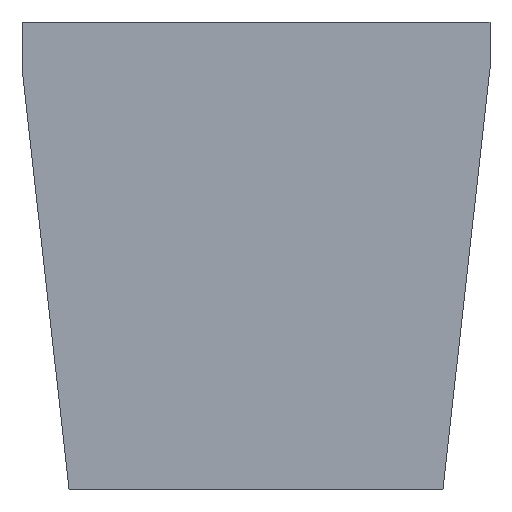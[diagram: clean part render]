
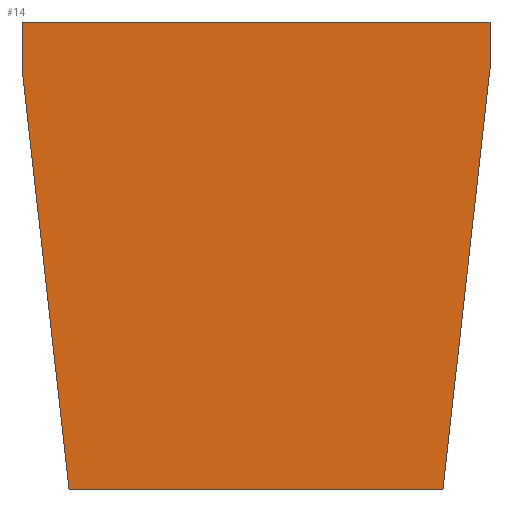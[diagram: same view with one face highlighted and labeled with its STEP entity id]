
A CAD part, front view. The second image highlights one B-rep face of the part: STEP entity #14.
In plain terms, the highlighted planar face has unit normal (0, -1, 0).
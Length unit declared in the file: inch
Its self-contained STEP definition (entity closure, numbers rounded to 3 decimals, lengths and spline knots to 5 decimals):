
#14=ADVANCED_FACE('',(#28),#204,.T.);
#28=FACE_OUTER_BOUND('',#42,.T.);
#42=EDGE_LOOP('',(#56,#57,#58,#59,#60,#61));
#56=ORIENTED_EDGE('',*,*,#141,.T.);
#57=ORIENTED_EDGE('',*,*,#151,.T.);
#58=ORIENTED_EDGE('',*,*,#140,.T.);
#59=ORIENTED_EDGE('',*,*,#135,.T.);
#60=ORIENTED_EDGE('',*,*,#121,.F.);
#61=ORIENTED_EDGE('',*,*,#149,.F.);
#121=EDGE_CURVE('',#184,#186,#153,.T.);
#135=EDGE_CURVE('',#193,#186,#167,.T.);
#140=EDGE_CURVE('',#192,#193,#172,.T.);
#141=EDGE_CURVE('',#198,#200,#173,.T.);
#149=EDGE_CURVE('',#198,#184,#181,.T.);
#151=EDGE_CURVE('',#200,#192,#183,.T.);
#153=B_SPLINE_CURVE_WITH_KNOTS('',1,(#379,#380),.UNSPECIFIED.,.F.,.F.,(2,
2),(0.625,1.25),.UNSPECIFIED.);
#167=B_SPLINE_CURVE_WITH_KNOTS('',1,(#407,#408),.UNSPECIFIED.,.F.,.F.,(2,
2),(0.5625,0.625),.UNSPECIFIED.);
#172=B_SPLINE_CURVE_WITH_KNOTS('',1,(#417,#418),.UNSPECIFIED.,.F.,.F.,(2,
2),(1.74902,2.53382),.UNSPECIFIED.);
#173=B_SPLINE_CURVE_WITH_KNOTS('',1,(#419,#420),.UNSPECIFIED.,.F.,.F.,(2,
2),(0.,0.7848),.UNSPECIFIED.);
#181=B_SPLINE_CURVE_WITH_KNOTS('',1,(#435,#436),.UNSPECIFIED.,.F.,.F.,(2,
2),(0.5625,0.625),.UNSPECIFIED.);
#183=B_SPLINE_CURVE_WITH_KNOTS('',1,(#439,#440),.UNSPECIFIED.,.F.,.F.,(2,
2),(0.68789,1.18711),.UNSPECIFIED.);
#184=VERTEX_POINT('',#357);
#186=VERTEX_POINT('',#359);
#192=VERTEX_POINT('',#365);
#193=VERTEX_POINT('',#366);
#198=VERTEX_POINT('',#371);
#200=VERTEX_POINT('',#373);
#204=PLANE('',#309);
#309=AXIS2_PLACEMENT_3D('',#343,#326,$);
#326=DIRECTION('',(0.,-1.,0.));
#343=CARTESIAN_POINT('',(0.5,-0.0625,0.));
#357=CARTESIAN_POINT('',(0.5,-0.0625,0.625));
#359=CARTESIAN_POINT('',(1.125,-0.0625,0.625));
#365=CARTESIAN_POINT('',(1.06211,-0.0625,0.));
#366=CARTESIAN_POINT('',(1.125,-0.0625,0.5625));
#371=CARTESIAN_POINT('',(0.5,-0.0625,0.5625));
#373=CARTESIAN_POINT('',(0.56289,-0.0625,0.));
#379=CARTESIAN_POINT('',(0.5,-0.0625,0.625));
#380=CARTESIAN_POINT('',(1.125,-0.0625,0.625));
#407=CARTESIAN_POINT('',(1.125,-0.0625,0.5625));
#408=CARTESIAN_POINT('',(1.125,-0.0625,0.625));
#417=CARTESIAN_POINT('',(1.06211,-0.0625,0.));
#418=CARTESIAN_POINT('',(1.125,-0.0625,0.5625));
#419=CARTESIAN_POINT('',(0.5,-0.0625,0.5625));
#420=CARTESIAN_POINT('',(0.56289,-0.0625,0.));
#435=CARTESIAN_POINT('',(0.5,-0.0625,0.5625));
#436=CARTESIAN_POINT('',(0.5,-0.0625,0.625));
#439=CARTESIAN_POINT('',(0.56289,-0.0625,0.));
#440=CARTESIAN_POINT('',(1.06211,-0.0625,0.));
